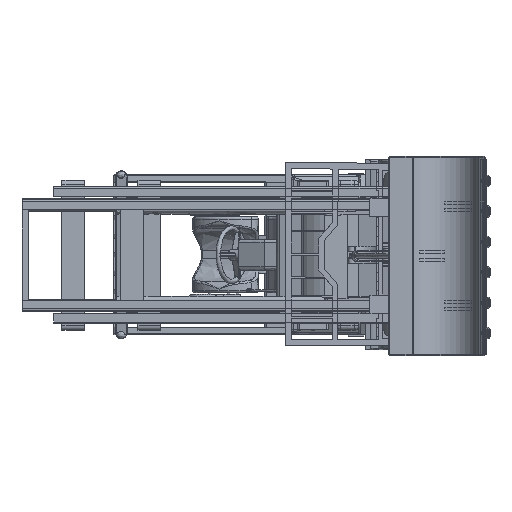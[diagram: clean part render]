
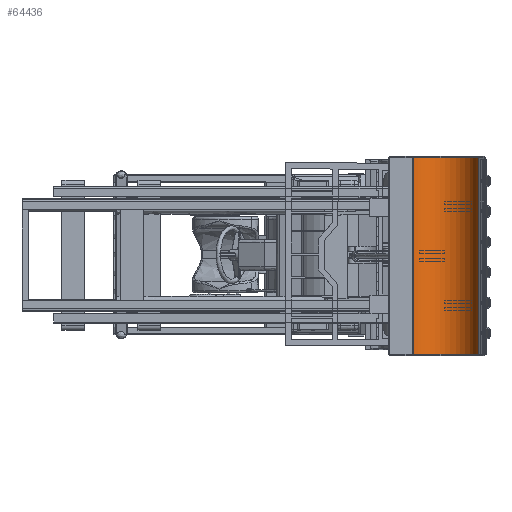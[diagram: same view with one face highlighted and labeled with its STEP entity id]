
A CAD part, left-side view. The second image highlights one B-rep face of the part: STEP entity #64436.
In plain terms, the highlighted free-form (B-spline) face has degree [2, 1] with [3, 2] control points.
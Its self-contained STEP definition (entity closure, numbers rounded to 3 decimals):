
#64245 = VERTEX_POINT('',#64246);
#64246 = CARTESIAN_POINT('',(-1911.238,-1573.096,
    700.354));
#64251 = EDGE_CURVE('',#64252,#64245,#64254,.T.);
#64252 = VERTEX_POINT('',#64253);
#64253 = CARTESIAN_POINT('',(-1911.238,-1573.096,
    -700.354));
#64254 = B_SPLINE_CURVE_WITH_KNOTS('',1,(#64255,#64256),.UNSPECIFIED.,
  .F.,.F.,(2,2),(0.,1300.),.PIECEWISE_BEZIER_KNOTS.);
#64255 = CARTESIAN_POINT('',(-1911.238,-1573.096,
    -700.354));
#64256 = CARTESIAN_POINT('',(-1911.238,-1573.096,
    700.354));
#64436 = ADVANCED_FACE('',(#64437),#64461,.F.);
#64437 = FACE_BOUND('',#64438,.F.);
#64438 = EDGE_LOOP('',(#64439,#64440,#64448,#64455));
#64439 = ORIENTED_EDGE('',*,*,#64251,.F.);
#64440 = ORIENTED_EDGE('',*,*,#64441,.T.);
#64441 = EDGE_CURVE('',#64252,#64442,#64444,.T.);
#64442 = VERTEX_POINT('',#64443);
#64443 = CARTESIAN_POINT('',(-1763.944,-1108.096,
    -700.354));
#64444 = ( BOUNDED_CURVE() B_SPLINE_CURVE(2,(#64445,#64446,#64447),
.UNSPECIFIED.,.F.,.F.) B_SPLINE_CURVE_WITH_KNOTS((3,3),(1.571,
3.927),.PIECEWISE_BEZIER_KNOTS.) CURVE() 
GEOMETRIC_REPRESENTATION_ITEM() RATIONAL_B_SPLINE_CURVE((1.,
0.383,1.)) REPRESENTATION_ITEM('') );
#64445 = CARTESIAN_POINT('',(-1911.238,-1573.096,
    -700.354));
#64446 = CARTESIAN_POINT('',(-1276.286,-1518.395,
    -700.354));
#64447 = CARTESIAN_POINT('',(-1763.944,-1108.096,
    -700.354));
#64448 = ORIENTED_EDGE('',*,*,#64449,.T.);
#64449 = EDGE_CURVE('',#64442,#64450,#64452,.T.);
#64450 = VERTEX_POINT('',#64451);
#64451 = CARTESIAN_POINT('',(-1763.944,-1108.096,
    700.354));
#64452 = B_SPLINE_CURVE_WITH_KNOTS('',1,(#64453,#64454),.UNSPECIFIED.,
  .F.,.F.,(2,2),(0.,1300.),.PIECEWISE_BEZIER_KNOTS.);
#64453 = CARTESIAN_POINT('',(-1763.944,-1108.096,
    -700.354));
#64454 = CARTESIAN_POINT('',(-1763.944,-1108.096,
    700.354));
#64455 = ORIENTED_EDGE('',*,*,#64456,.F.);
#64456 = EDGE_CURVE('',#64245,#64450,#64457,.T.);
#64457 = ( BOUNDED_CURVE() B_SPLINE_CURVE(2,(#64458,#64459,#64460),
.UNSPECIFIED.,.F.,.F.) B_SPLINE_CURVE_WITH_KNOTS((3,3),(1.571,
3.927),.PIECEWISE_BEZIER_KNOTS.) CURVE() 
GEOMETRIC_REPRESENTATION_ITEM() RATIONAL_B_SPLINE_CURVE((1.,
0.383,1.)) REPRESENTATION_ITEM('') );
#64458 = CARTESIAN_POINT('',(-1911.238,-1573.096,
    700.354));
#64459 = CARTESIAN_POINT('',(-1276.286,-1518.395,
    700.354));
#64460 = CARTESIAN_POINT('',(-1763.944,-1108.096,
    700.354));
#64461 = ( BOUNDED_SURFACE() B_SPLINE_SURFACE(2,1,(
    (#64462,#64463)
    ,(#64464,#64465)
    ,(#64466,#64467
)),.UNSPECIFIED.,.F.,.F.,.F.) B_SPLINE_SURFACE_WITH_KNOTS((3,3),(2,2),(
    4.712,7.069),(0.,1300.),
.PIECEWISE_BEZIER_KNOTS.) GEOMETRIC_REPRESENTATION_ITEM() 
RATIONAL_B_SPLINE_SURFACE((
    (1.,1.)
    ,(0.383,0.383)
,(1.,1.))) REPRESENTATION_ITEM('') SURFACE() );
#64462 = CARTESIAN_POINT('',(-1911.238,-1573.096,
    -700.354));
#64463 = CARTESIAN_POINT('',(-1911.238,-1573.096,
    700.354));
#64464 = CARTESIAN_POINT('',(-1276.286,-1518.395,
    -700.354));
#64465 = CARTESIAN_POINT('',(-1276.286,-1518.395,
    700.354));
#64466 = CARTESIAN_POINT('',(-1763.944,-1108.096,
    -700.354));
#64467 = CARTESIAN_POINT('',(-1763.944,-1108.096,
    700.354));
